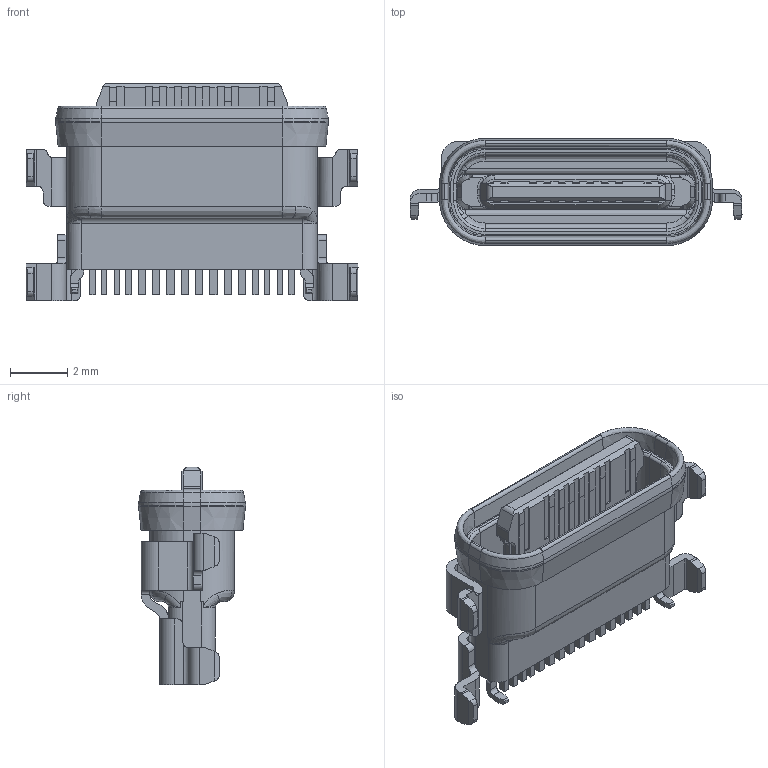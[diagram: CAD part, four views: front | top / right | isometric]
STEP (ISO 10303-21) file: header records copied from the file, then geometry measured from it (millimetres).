
FILE_DESCRIPTION(('STEP AP203'),'1');
FILE_NAME('usb4720-03-a.stp','2024-04-23T06:08:02',('TraceParts'),('TraceParts S.A.'),'Spatial InterOp 3D',' ',' ');
FILE_SCHEMA(('CONFIG_CONTROL_DESIGN'));
Length unit declared in the file: millimetre
Products named in the file (1): 1
Bounding box: 11.6 x 3.75 x 7.6 mm (x, y, z)
Volume: 89.7 mm3; surface area: 517.2 mm2
Topology: 3 solids, 3 shells, 935 faces, 2563 edges, 1667 vertices
Faces by surface type: plane 613, cylinder 220, bspline 68, cone 34
Entity records: 43669 total; most frequent: CARTESIAN_POINT 21146, ORIENTED_EDGE 5118, DIRECTION 3927, EDGE_CURVE 2559, LINE 1769, VECTOR 1769, VERTEX_POINT 1667, AXIS2_PLACEMENT_3D 1079
